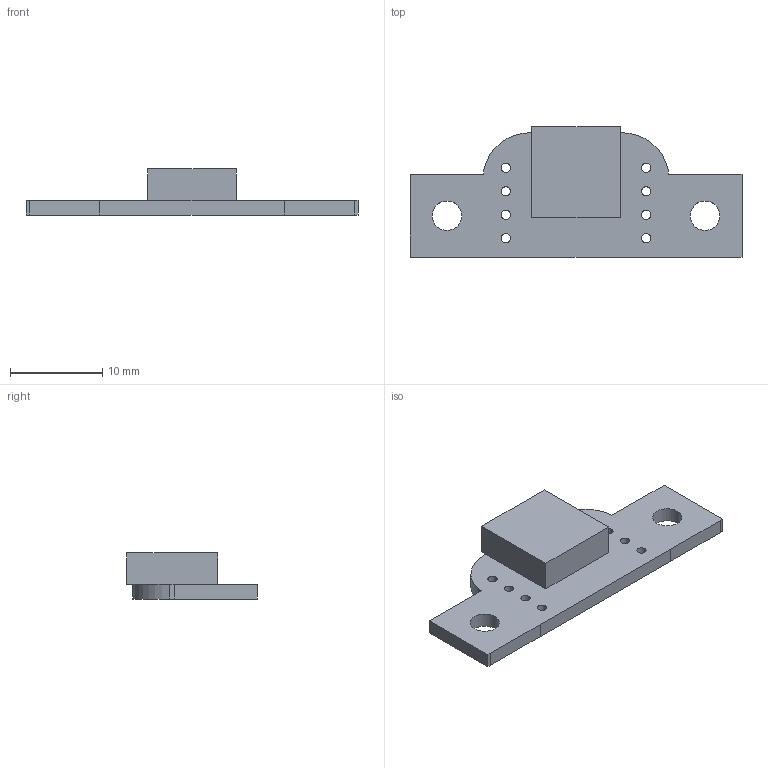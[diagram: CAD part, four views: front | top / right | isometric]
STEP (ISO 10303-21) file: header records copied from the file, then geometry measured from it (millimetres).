
FILE_DESCRIPTION(/* description */ (''),/* implementation_level */ '2;1');
FILE_NAME(/* name */ 'Model BirdD.step',/* time_stamp */ '2022-08-21T20:28:10-07:00',/* author */ (''),/* organization */ (''),/* preprocessor_version */ 'ST-DEVELOPER v19',/* originating_system */ 'Autodesk Translation Framework v11.7.0.108',/* authorisation */ '');
FILE_SCHEMA (('AUTOMOTIVE_DESIGN { 1 0 10303 214 3 1 1 }'));
Length unit declared in the file: millimetre
Products named in the file (3): Model BirdD; Model Bird PCB; Component2
Assembly tree (2 placements, depth 2):
  Model BirdD
    Model Bird PCB
    Component2
Bounding box: 36 x 14.15 x 5 mm (x, y, z)
Volume: 926.3 mm3; surface area: 1349.8 mm2
Topology: 2 solids, 2 shells, 62 faces, 174 edges, 116 vertices
Faces by surface type: cylinder 34, plane 28
Full cylindrical faces by diameter (mm): 0.4 x12, 0.7 x2, 1 x8, 3.2 x2
Entity records: 2230 total; most frequent: DIRECTION 376, CARTESIAN_POINT 357, ORIENTED_EDGE 348, EDGE_CURVE 174, AXIS2_PLACEMENT_3D 135, EDGE_LOOP 118, VERTEX_POINT 116, LINE 106
